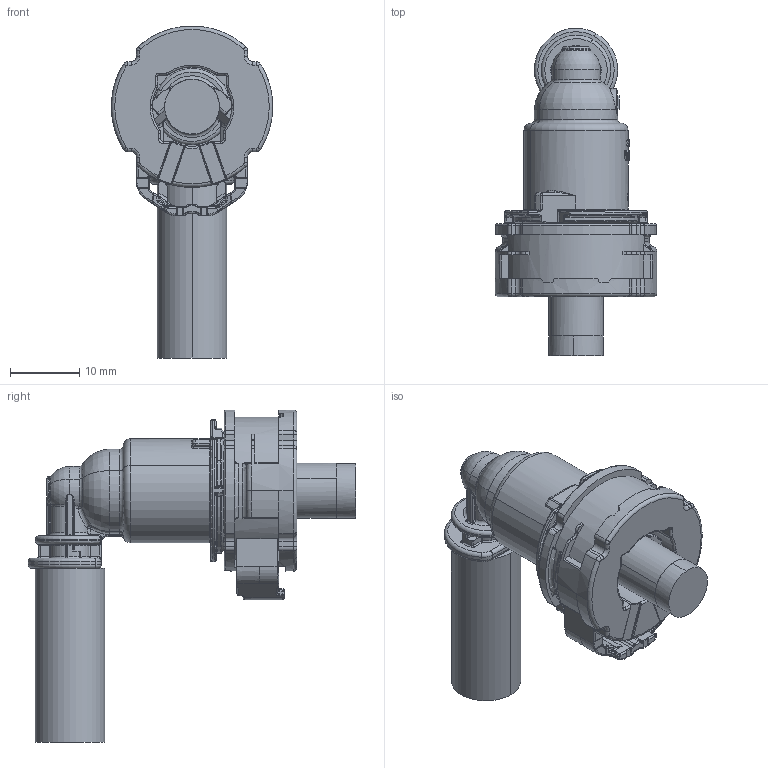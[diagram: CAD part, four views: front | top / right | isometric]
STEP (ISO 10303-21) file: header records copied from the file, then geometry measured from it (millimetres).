
FILE_DESCRIPTION(('CATIA V5 STEP','CAx-IF Rec.Pracs.--- Model Styling and Organization---1.4--- 2014-01-23'),'2;1');
FILE_NAME('Download-SV241NSL_WKU_90_GRAD_5-16_Zoll_NW4_unheated.stp','2019-07-31T14:02:51+00:00',('none'),('none'),'CATIA Version 5-6 Release 2016 SP3 HF59','CATIA V5 STEP AP214 Edition 3','none');
FILE_SCHEMA(('AUTOMOTIVE_DESIGN { 1 0 10303 214 3 1 1 1 }'));
Length unit declared in the file: millimetre
Products named in the file (1): Download-SV241NSL_WKU_90_GRAD_5-16_Zoll_NW4_unheated
Bounding box: 23.25 x 47.18 x 47.83 mm (x, y, z)
Volume: 11599.8 mm3; surface area: 7362.3 mm2
Topology: 4 solids, 4 shells, 1946 faces, 5012 edges, 3011 vertices
Faces by surface type: plane 749, cylinder 549, bspline 295, torus 255, sphere 61, extrusion 28, cone 9
Entity records: 80007 total; most frequent: CARTESIAN_POINT 37943, ORIENTED_EDGE 9830, DIRECTION 6522, EDGE_CURVE 4915, VERTEX_POINT 3009, AXIS2_PLACEMENT_3D 2695, VECTOR 2417, LINE 2389
